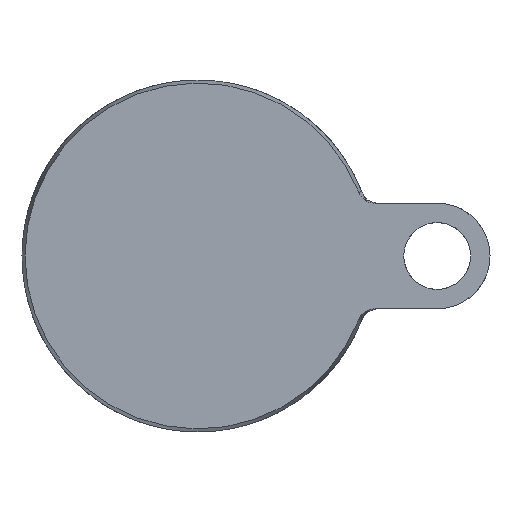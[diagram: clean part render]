
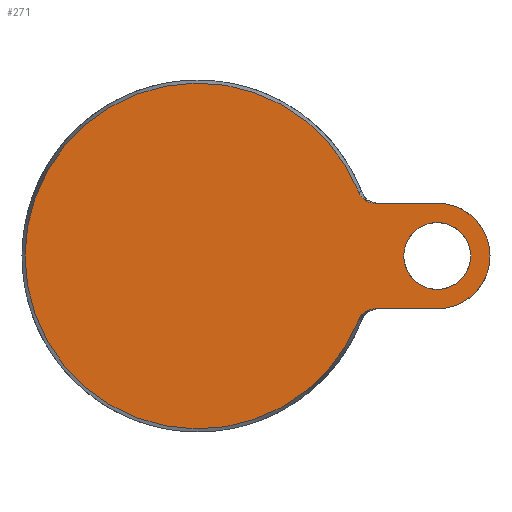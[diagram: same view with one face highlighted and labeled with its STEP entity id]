
A CAD part, front view. The second image highlights one B-rep face of the part: STEP entity #271.
In plain terms, the highlighted planar face has unit normal (0, -1, 0).
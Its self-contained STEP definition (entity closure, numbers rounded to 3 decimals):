
#24 = CARTESIAN_POINT ( 'NONE',  ( 47.322, 0., 16. ) ) ;
#32 = VERTEX_POINT ( 'NONE', #774 ) ;
#40 = ORIENTED_EDGE ( 'NONE', *, *, #359, .T. ) ;
#62 = CARTESIAN_POINT ( 'NONE',  ( 47.952, 0., -15.6 ) ) ;
#83 = AXIS2_PLACEMENT_3D ( 'NONE', #484, #1016, #235 ) ;
#125 = FACE_OUTER_BOUND ( 'NONE', #132, .T. ) ;
#131 = CARTESIAN_POINT ( 'NONE',  ( 68., 0., 0. ) ) ;
#132 = EDGE_LOOP ( 'NONE', ( #224, #215, #769, #425, #1071, #566 ) ) ;
#137 = VERTEX_POINT ( 'NONE', #523 ) ;
#152 = CARTESIAN_POINT ( 'NONE',  ( 46.749, 0., -16.497 ) ) ;
#159 = AXIS2_PLACEMENT_3D ( 'NONE', #131, #465, #599 ) ;
#195 = CARTESIAN_POINT ( 'NONE',  ( 48.644, 0., 15.292 ) ) ;
#205 = CARTESIAN_POINT ( 'NONE',  ( -49.143, 0., 0. ) ) ;
#215 = ORIENTED_EDGE ( 'NONE', *, *, #615, .T. ) ;
#220 = CARTESIAN_POINT ( 'NONE',  ( 68., 0., -15. ) ) ;
#224 = ORIENTED_EDGE ( 'NONE', *, *, #626, .F. ) ;
#226 = CARTESIAN_POINT ( 'NONE',  ( 68., 0., 0. ) ) ;
#235 = DIRECTION ( 'NONE',  ( 0., 0., -1. ) ) ;
#245 = CARTESIAN_POINT ( 'NONE',  ( 46.575, 0., -16.681 ) ) ;
#271 = ADVANCED_FACE ( 'NONE', ( #125, #651 ), #311, .F. ) ;
#280 = LINE ( 'NONE', #723, #628 ) ;
#289 = B_SPLINE_CURVE_WITH_KNOTS ( 'NONE', 3,
 ( #676, #1008, #488, #245, #152, #839, #1021, #506, #62, #406, #1099, #670, #494, #422, #846, #320 ),
 .UNSPECIFIED., .F., .F.,
 ( 4, 2, 2, 2, 2, 2, 2, 4 ),
 ( 0., 0.001, 0.002, 0.003, 0.004, 0.004, 0.005, 0.006 ),
 .UNSPECIFIED. ) ;
#294 = DIRECTION ( 'NONE',  ( 1., 0., 0. ) ) ;
#311 = PLANE ( 'NONE',  #550 ) ;
#312 = EDGE_LOOP ( 'NONE', ( #40 ) ) ;
#320 = CARTESIAN_POINT ( 'NONE',  ( 50.366, 0., -15. ) ) ;
#359 = EDGE_CURVE ( 'NONE', #493, #493, #771, .T. ) ;
#376 = CARTESIAN_POINT ( 'NONE',  ( 50.366, 0., 15. ) ) ;
#386 = CARTESIAN_POINT ( 'NONE',  ( 15., 0., -15. ) ) ;
#398 = DIRECTION ( 'NONE',  ( 0., 1., 0. ) ) ;
#406 = CARTESIAN_POINT ( 'NONE',  ( 48.405, 0., -15.385 ) ) ;
#422 = CARTESIAN_POINT ( 'NONE',  ( 49.862, 0., -15.019 ) ) ;
#425 = ORIENTED_EDGE ( 'NONE', *, *, #842, .T. ) ;
#450 = VERTEX_POINT ( 'NONE', #581 ) ;
#453 = CARTESIAN_POINT ( 'NONE',  ( 49.86, 0., 15. ) ) ;
#464 = CARTESIAN_POINT ( 'NONE',  ( 45.848, 0., 17.699 ) ) ;
#465 = DIRECTION ( 'NONE',  ( 0., 1., 0. ) ) ;
#470 = DIRECTION ( 'NONE',  ( 0., 0., 1. ) ) ;
#484 = CARTESIAN_POINT ( 'NONE',  ( 0., 0., 0. ) ) ;
#488 = CARTESIAN_POINT ( 'NONE',  ( 46.1, 0., -17.269 ) ) ;
#493 = VERTEX_POINT ( 'NONE', #745 ) ;
#494 = CARTESIAN_POINT ( 'NONE',  ( 49.363, 0., -15.093 ) ) ;
#506 = CARTESIAN_POINT ( 'NONE',  ( 47.73, 0., -15.726 ) ) ;
#515 = EDGE_CURVE ( 'NONE', #450, #588, #753, .T. ) ;
#523 = CARTESIAN_POINT ( 'NONE',  ( 50.366, 0., 15. ) ) ;
#539 = CARTESIAN_POINT ( 'NONE',  ( 46.108, 0., 17.258 ) ) ;
#544 = CARTESIAN_POINT ( 'NONE',  ( 47.122, 0., 16.157 ) ) ;
#548 = CARTESIAN_POINT ( 'NONE',  ( 46.751, 0., 16.495 ) ) ;
#550 = AXIS2_PLACEMENT_3D ( 'NONE', #205, #398, #470 ) ;
#566 = ORIENTED_EDGE ( 'NONE', *, *, #1089, .F. ) ;
#569 = VECTOR ( 'NONE', #728, 1000. ) ;
#581 = CARTESIAN_POINT ( 'NONE',  ( 45.66, 0., 18.169 ) ) ;
#588 = VERTEX_POINT ( 'NONE', #619 ) ;
#599 = DIRECTION ( 'NONE',  ( 0., 0., 1. ) ) ;
#615 = EDGE_CURVE ( 'NONE', #137, #450, #724, .T. ) ;
#619 = CARTESIAN_POINT ( 'NONE',  ( 45.66, 0., -18.169 ) ) ;
#623 = EDGE_CURVE ( 'NONE', #652, #871, #1056, .T. ) ;
#626 = EDGE_CURVE ( 'NONE', #137, #32, #280, .T. ) ;
#628 = VECTOR ( 'NONE', #294, 1000. ) ;
#631 = AXIS2_PLACEMENT_3D ( 'NONE', #226, #834, #934 ) ;
#651 = FACE_BOUND ( 'NONE', #312, .T. ) ;
#652 = VERTEX_POINT ( 'NONE', #220 ) ;
#670 = CARTESIAN_POINT ( 'NONE',  ( 49.116, 0., -15.149 ) ) ;
#676 = CARTESIAN_POINT ( 'NONE',  ( 45.66, 0., -18.169 ) ) ;
#723 = CARTESIAN_POINT ( 'NONE',  ( 15., 0., 15. ) ) ;
#724 = B_SPLINE_CURVE_WITH_KNOTS ( 'NONE', 3,
 ( #376, #453, #1064, #195, #789, #973, #796, #24, #544, #548, #816, #539, #464, #809 ),
 .UNSPECIFIED., .F., .F.,
 ( 4, 2, 2, 2, 2, 2, 4 ),
 ( 0., 0.001, 0.002, 0.003, 0.004, 0.004, 0.006 ),
 .UNSPECIFIED. ) ;
#728 = DIRECTION ( 'NONE',  ( -1., 0., 0. ) ) ;
#745 = CARTESIAN_POINT ( 'NONE',  ( 68., 0., 9.5 ) ) ;
#753 = CIRCLE ( 'NONE', #83, 49.143 ) ;
#769 = ORIENTED_EDGE ( 'NONE', *, *, #515, .T. ) ;
#771 = CIRCLE ( 'NONE', #159, 9.5 ) ;
#774 = CARTESIAN_POINT ( 'NONE',  ( 68., 0., 15. ) ) ;
#789 = CARTESIAN_POINT ( 'NONE',  ( 48.407, 0., 15.384 ) ) ;
#796 = CARTESIAN_POINT ( 'NONE',  ( 47.738, 0., 15.721 ) ) ;
#809 = CARTESIAN_POINT ( 'NONE',  ( 45.66, 0., 18.169 ) ) ;
#816 = CARTESIAN_POINT ( 'NONE',  ( 46.58, 0., 16.677 ) ) ;
#834 = DIRECTION ( 'NONE',  ( 0., 1., 0. ) ) ;
#839 = CARTESIAN_POINT ( 'NONE',  ( 47.118, 0., -16.16 ) ) ;
#842 = EDGE_CURVE ( 'NONE', #588, #871, #289, .T. ) ;
#846 = CARTESIAN_POINT ( 'NONE',  ( 50.113, 0., -15. ) ) ;
#871 = VERTEX_POINT ( 'NONE', #935 ) ;
#934 = DIRECTION ( 'NONE',  ( 0., 0., -1. ) ) ;
#935 = CARTESIAN_POINT ( 'NONE',  ( 50.366, 0., -15. ) ) ;
#973 = CARTESIAN_POINT ( 'NONE',  ( 47.955, 0., 15.598 ) ) ;
#1008 = CARTESIAN_POINT ( 'NONE',  ( 45.848, 0., -17.699 ) ) ;
#1016 = DIRECTION ( 'NONE',  ( 0., -1., 0. ) ) ;
#1021 = CARTESIAN_POINT ( 'NONE',  ( 47.314, 0., -16.005 ) ) ;
#1056 = LINE ( 'NONE', #386, #569 ) ;
#1064 = CARTESIAN_POINT ( 'NONE',  ( 49.366, 0., 15.074 ) ) ;
#1071 = ORIENTED_EDGE ( 'NONE', *, *, #623, .F. ) ;
#1089 = EDGE_CURVE ( 'NONE', #32, #652, #1120, .T. ) ;
#1099 = CARTESIAN_POINT ( 'NONE',  ( 48.637, 0., -15.295 ) ) ;
#1120 = CIRCLE ( 'NONE', #631, 15. ) ;
